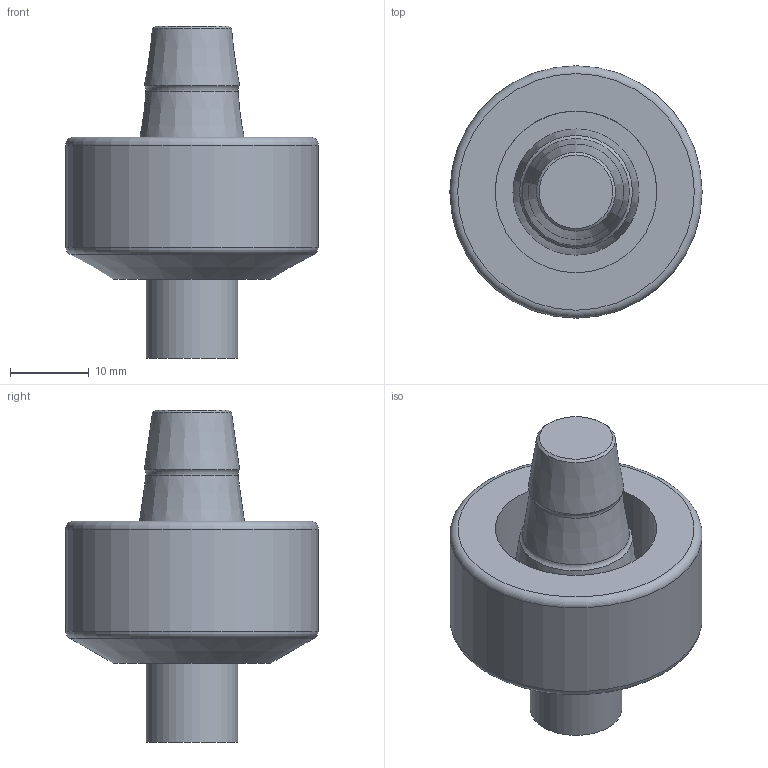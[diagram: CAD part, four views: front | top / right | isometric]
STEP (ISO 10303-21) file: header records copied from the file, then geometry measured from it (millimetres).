
FILE_DESCRIPTION(/* description */ (''),/* implementation_level */ '2;1');
FILE_NAME(/* name */ '1493813724931.stp',/* time_stamp */ '2017-05-03T14:15:29+02:00',/* author */ (''),/* organization */ ('SMS'),/* preprocessor_version */ 'ST-DEVELOPER v15',/* originating_system */ 'SIEMENS PLM Software NX 8.5',/* authorisation */ '');
FILE_SCHEMA (('AUTOMOTIVE_DESIGN { 1 0 10303 214 3 1 1 1 }'));
Length unit declared in the file: millimetre
Products named in the file (1): 200824372MOD000_02
Bounding box: 32 x 32 x 42.1 mm (x, y, z)
Volume: 14628.8 mm3; surface area: 5080.2 mm2
Topology: 1 solids, 1 shells, 22 faces, 36 edges, 21 vertices
Faces by surface type: plane 7, cylinder 6, cone 5, torus 4
Full cylindrical faces by diameter (mm): 11.6 x1, 12.5 x1, 13.8 x1, 16 x1, 20.5 x1, 32 x1
Entity records: 485 total; most frequent: DIRECTION 94, CARTESIAN_POINT 68, AXIS2_PLACEMENT_3D 47, EDGE_LOOP 42, ORIENTED_EDGE 42, FACE_BOUND 40, ADVANCED_FACE 22, VERTEX_POINT 21
